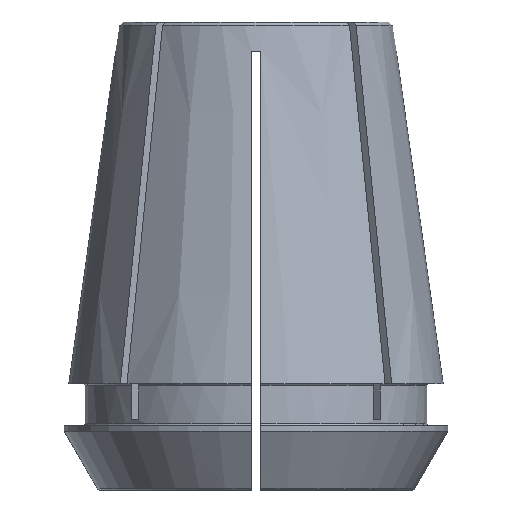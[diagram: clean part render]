
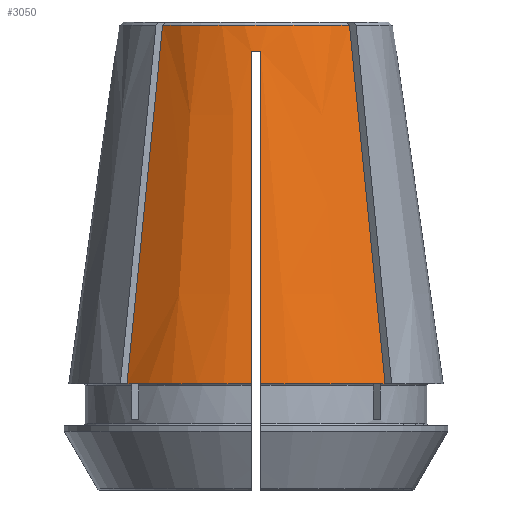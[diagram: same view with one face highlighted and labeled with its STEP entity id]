
A CAD part, front view. The second image highlights one B-rep face of the part: STEP entity #3050.
In plain terms, the highlighted conical face has half-angle 8 degrees and reference radius 11.657 mm.
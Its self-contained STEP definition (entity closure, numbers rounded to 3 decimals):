
#65=CONICAL_SURFACE('',#3317,11.657,0.14);
#112=CIRCLE('',#3170,12.009);
#198=CIRCLE('',#3318,16.);
#199=CIRCLE('',#3319,11.699);
#200=CIRCLE('',#3320,16.);
#1230=ORIENTED_EDGE('',*,*,#2071,.T.);
#1231=ORIENTED_EDGE('',*,*,#2072,.T.);
#1232=ORIENTED_EDGE('',*,*,#2073,.F.);
#1233=ORIENTED_EDGE('',*,*,#1860,.T.);
#1234=ORIENTED_EDGE('',*,*,#2074,.T.);
#1235=ORIENTED_EDGE('',*,*,#2075,.F.);
#1236=ORIENTED_EDGE('',*,*,#1813,.F.);
#1237=ORIENTED_EDGE('',*,*,#1833,.T.);
#1813=EDGE_CURVE('',#2287,#2289,#112,.T.);
#1833=EDGE_CURVE('',#2287,#2308,#2543,.T.);
#1860=EDGE_CURVE('',#2333,#2332,#2548,.T.);
#2071=EDGE_CURVE('',#2308,#2483,#198,.T.);
#2072=EDGE_CURVE('',#2483,#2484,#2572,.T.);
#2073=EDGE_CURVE('',#2333,#2484,#199,.T.);
#2074=EDGE_CURVE('',#2332,#2485,#200,.T.);
#2075=EDGE_CURVE('',#2289,#2485,#2573,.T.);
#2287=VERTEX_POINT('',#4670);
#2289=VERTEX_POINT('',#4673);
#2308=VERTEX_POINT('',#4725);
#2332=VERTEX_POINT('',#4801);
#2333=VERTEX_POINT('',#4809);
#2483=VERTEX_POINT('',#5327);
#2484=VERTEX_POINT('',#5332);
#2485=VERTEX_POINT('',#5335);
#2543=B_SPLINE_CURVE_WITH_KNOTS('',3,(#4726,#4727,#4728,#4729,#4730,#4731,
#4732,#4733,#4734,#4735),.UNSPECIFIED.,.F.,.F.,(4,3,3,4),(0.018,
0.022,0.044,0.047),.UNSPECIFIED.);
#2548=B_SPLINE_CURVE_WITH_KNOTS('',3,(#4802,#4803,#4804,#4805,#4806,#4807,
#4808),.UNSPECIFIED.,.F.,.F.,(4,3,4),(0.,0.021,
0.031),.UNSPECIFIED.);
#2572=B_SPLINE_CURVE_WITH_KNOTS('',3,(#5328,#5329,#5330,#5331),
 .UNSPECIFIED.,.F.,.F.,(4,4),(0.,0.031),
 .UNSPECIFIED.);
#2573=B_SPLINE_CURVE_WITH_KNOTS('',3,(#5336,#5337,#5338,#5339,#5340,#5341,
#5342,#5343,#5344,#5345),.UNSPECIFIED.,.F.,.F.,(4,3,3,4),(0.018,
0.022,0.044,0.047),.UNSPECIFIED.);
#2654=EDGE_LOOP('',(#1230,#1231,#1232,#1233,#1234,#1235,#1236,#1237));
#2814=FACE_BOUND('',#2654,.T.);
#3050=ADVANCED_FACE('',(#2814),#65,.T.);
#3170=AXIS2_PLACEMENT_3D('',#4672,#3591,#3592);
#3317=AXIS2_PLACEMENT_3D('',#5325,#4024,#4025);
#3318=AXIS2_PLACEMENT_3D('',#5326,#4026,#4027);
#3319=AXIS2_PLACEMENT_3D('',#5333,#4028,#4029);
#3320=AXIS2_PLACEMENT_3D('',#5334,#4030,#4031);
#3591=DIRECTION('',(0.,0.,-1.));
#3592=DIRECTION('',(-1.,0.,0.));
#4024=DIRECTION('',(0.,0.,-1.));
#4025=DIRECTION('',(-1.,0.,0.));
#4026=DIRECTION('',(0.,0.,1.));
#4027=DIRECTION('',(1.,0.,0.));
#4028=DIRECTION('',(0.,0.,1.));
#4029=DIRECTION('',(1.,0.,0.));
#4030=DIRECTION('',(0.,0.,1.));
#4031=DIRECTION('',(1.,0.,0.));
#4670=CARTESIAN_POINT('',(0.4,-12.002,32.));
#4672=CARTESIAN_POINT('',(0.,0.,32.));
#4673=CARTESIAN_POINT('',(-0.4,-12.002,32.));
#4725=CARTESIAN_POINT('',(0.4,-15.995,3.6));
#4726=CARTESIAN_POINT('',(0.4,-12.002,32.));
#4727=CARTESIAN_POINT('',(0.4,-12.169,30.811));
#4728=CARTESIAN_POINT('',(0.4,-12.336,29.622));
#4729=CARTESIAN_POINT('',(0.4,-12.503,28.433));
#4730=CARTESIAN_POINT('',(0.4,-13.523,21.184));
#4731=CARTESIAN_POINT('',(0.4,-14.542,13.934));
#4732=CARTESIAN_POINT('',(0.4,-15.561,6.684));
#4733=CARTESIAN_POINT('',(0.4,-15.706,5.656));
#4734=CARTESIAN_POINT('',(0.4,-15.85,4.628));
#4735=CARTESIAN_POINT('',(0.4,-15.995,3.6));
#4801=CARTESIAN_POINT('',(-11.027,-11.593,3.6));
#4802=CARTESIAN_POINT('',(-7.985,-8.55,34.203));
#4803=CARTESIAN_POINT('',(-8.659,-9.225,27.423));
#4804=CARTESIAN_POINT('',(-9.333,-9.899,20.643));
#4805=CARTESIAN_POINT('',(-10.007,-10.573,13.864));
#4806=CARTESIAN_POINT('',(-10.347,-10.913,10.442));
#4807=CARTESIAN_POINT('',(-10.687,-11.253,7.021));
#4808=CARTESIAN_POINT('',(-11.027,-11.593,3.6));
#4809=CARTESIAN_POINT('',(-7.985,-8.55,34.203));
#5325=CARTESIAN_POINT('',(0.,0.,34.5));
#5326=CARTESIAN_POINT('',(0.,0.,3.6));
#5327=CARTESIAN_POINT('',(11.027,-11.593,3.6));
#5328=CARTESIAN_POINT('',(11.027,-11.593,3.6));
#5329=CARTESIAN_POINT('',(10.013,-10.579,13.801));
#5330=CARTESIAN_POINT('',(8.999,-9.565,24.002));
#5331=CARTESIAN_POINT('',(7.985,-8.55,34.203));
#5332=CARTESIAN_POINT('',(7.985,-8.55,34.203));
#5333=CARTESIAN_POINT('',(0.,0.,34.203));
#5334=CARTESIAN_POINT('',(0.,0.,3.6));
#5335=CARTESIAN_POINT('',(-0.4,-15.995,3.6));
#5336=CARTESIAN_POINT('',(-0.4,-12.002,32.));
#5337=CARTESIAN_POINT('',(-0.4,-12.169,30.811));
#5338=CARTESIAN_POINT('',(-0.4,-12.336,29.622));
#5339=CARTESIAN_POINT('',(-0.4,-12.503,28.433));
#5340=CARTESIAN_POINT('',(-0.4,-13.523,21.184));
#5341=CARTESIAN_POINT('',(-0.4,-14.542,13.934));
#5342=CARTESIAN_POINT('',(-0.4,-15.561,6.684));
#5343=CARTESIAN_POINT('',(-0.4,-15.706,5.656));
#5344=CARTESIAN_POINT('',(-0.4,-15.85,4.628));
#5345=CARTESIAN_POINT('',(-0.4,-15.995,3.6));
